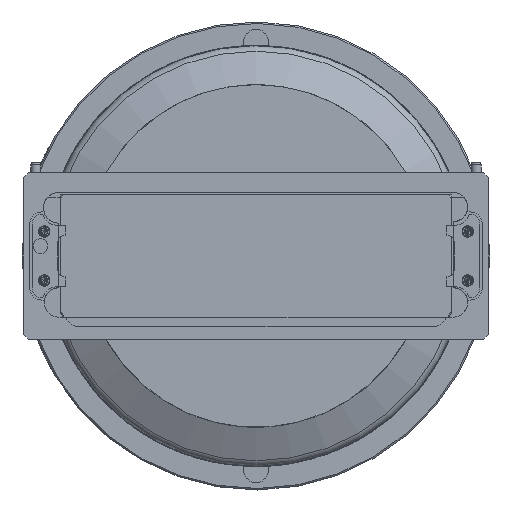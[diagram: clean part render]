
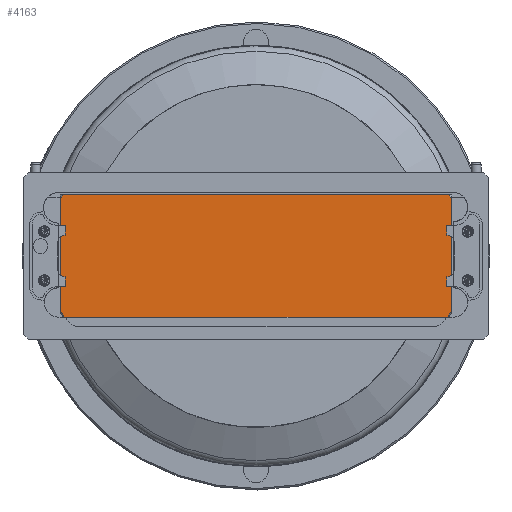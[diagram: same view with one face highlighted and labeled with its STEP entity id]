
A CAD part, left-side view. The second image highlights one B-rep face of the part: STEP entity #4163.
In plain terms, the highlighted planar face has unit normal (-1, 0, 0).
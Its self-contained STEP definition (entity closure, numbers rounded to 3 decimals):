
#516=PLANE('',#18821);
#1142=LINE('',#29975,#2223);
#1184=LINE('',#30134,#2265);
#1188=LINE('',#30192,#2269);
#1230=LINE('',#30565,#2316);
#1234=LINE('',#30590,#2320);
#1235=LINE('',#30591,#2321);
#2223=VECTOR('',#21142,1.);
#2265=VECTOR('',#21264,1.);
#2269=VECTOR('',#21282,1.);
#2316=VECTOR('',#21401,1.);
#2320=VECTOR('',#21415,1.);
#2321=VECTOR('',#21416,1.);
#3324=FACE_OUTER_BOUND('',#6590,.T.);
#4163=ADVANCED_FACE('',(#3324),#516,.T.);
#6590=EDGE_LOOP('',(#10137,#10138,#10139,#10140,#10141,#10142,#10143,#10144,
#10145,#10146));
#10137=ORIENTED_EDGE('',*,*,#15774,.F.);
#10138=ORIENTED_EDGE('',*,*,#15883,.T.);
#10139=ORIENTED_EDGE('',*,*,#15875,.T.);
#10140=ORIENTED_EDGE('',*,*,#15884,.T.);
#10141=ORIENTED_EDGE('',*,*,#15769,.F.);
#10142=ORIENTED_EDGE('',*,*,#15800,.F.);
#10143=ORIENTED_EDGE('',*,*,#15743,.F.);
#10144=ORIENTED_EDGE('',*,*,#15736,.F.);
#10145=ORIENTED_EDGE('',*,*,#15735,.F.);
#10146=ORIENTED_EDGE('',*,*,#15813,.T.);
#13439=VERTEX_POINT('',#29966);
#13441=VERTEX_POINT('',#29969);
#13442=VERTEX_POINT('',#29976);
#13448=VERTEX_POINT('',#30002);
#13461=VERTEX_POINT('',#30056);
#13462=VERTEX_POINT('',#30061);
#13463=VERTEX_POINT('',#30068);
#13466=VERTEX_POINT('',#30079);
#13515=VERTEX_POINT('',#30563);
#13517=VERTEX_POINT('',#30566);
#15735=EDGE_CURVE('',#13441,#13439,#17636,.T.);
#15736=EDGE_CURVE('',#13439,#13442,#1142,.T.);
#15743=EDGE_CURVE('',#13442,#13448,#17640,.T.);
#15769=EDGE_CURVE('',#13461,#13462,#17642,.T.);
#15774=EDGE_CURVE('',#13466,#13463,#17646,.T.);
#15800=EDGE_CURVE('',#13448,#13461,#1184,.T.);
#15813=EDGE_CURVE('',#13441,#13463,#1188,.T.);
#15875=EDGE_CURVE('',#13517,#13515,#1230,.T.);
#15883=EDGE_CURVE('',#13466,#13517,#1234,.T.);
#15884=EDGE_CURVE('',#13515,#13462,#1235,.T.);
#17636=B_SPLINE_CURVE_WITH_KNOTS('',3,(#29970,#29971,#29972,#29973),
 .UNSPECIFIED.,.F.,.F.,(4,4),(0.,1.),.UNSPECIFIED.);
#17640=B_SPLINE_CURVE_WITH_KNOTS('',3,(#29998,#29999,#30000,#30001),
 .UNSPECIFIED.,.F.,.F.,(4,4),(0.,1.),.UNSPECIFIED.);
#17642=B_SPLINE_CURVE_WITH_KNOTS('',3,(#30057,#30058,#30059,#30060),
 .UNSPECIFIED.,.F.,.F.,(4,4),(0.,1.),.UNSPECIFIED.);
#17646=B_SPLINE_CURVE_WITH_KNOTS('',3,(#30080,#30081,#30082,#30083),
 .UNSPECIFIED.,.F.,.F.,(4,4),(0.,1.),.UNSPECIFIED.);
#18821=AXIS2_PLACEMENT_3D('',#30592,#21417,#21418);
#21142=DIRECTION('',(0.,-1.,0.));
#21264=DIRECTION('',(0.,0.,-1.));
#21282=DIRECTION('',(0.,0.,-1.));
#21401=DIRECTION('',(0.,-1.,0.));
#21415=DIRECTION('',(0.,-1.,0.));
#21416=DIRECTION('',(0.,-1.,0.));
#21417=DIRECTION('',(-1.,0.,0.));
#21418=DIRECTION('',(0.,0.,-1.));
#29966=CARTESIAN_POINT('',(-616.89,39.355,12.5));
#29969=CARTESIAN_POINT('',(-616.89,40.,11.57));
#29970=CARTESIAN_POINT('',(-616.89,40.,11.57));
#29971=CARTESIAN_POINT('',(-616.89,39.788,11.882));
#29972=CARTESIAN_POINT('',(-616.89,39.573,12.192));
#29973=CARTESIAN_POINT('',(-616.89,39.355,12.5));
#29975=CARTESIAN_POINT('',(-616.89,-40.,12.5));
#29976=CARTESIAN_POINT('',(-616.89,-39.355,12.5));
#29998=CARTESIAN_POINT('',(-616.89,-39.355,12.5));
#29999=CARTESIAN_POINT('',(-616.89,-39.573,12.192));
#30000=CARTESIAN_POINT('',(-616.89,-39.788,11.882));
#30001=CARTESIAN_POINT('',(-616.89,-40.,11.57));
#30002=CARTESIAN_POINT('',(-616.89,-40.,11.57));
#30056=CARTESIAN_POINT('',(-616.89,-40.,-11.17));
#30057=CARTESIAN_POINT('',(-616.89,-40.,-11.17));
#30058=CARTESIAN_POINT('',(-616.89,-39.696,-11.617));
#30059=CARTESIAN_POINT('',(-616.89,-39.386,-12.06));
#30060=CARTESIAN_POINT('',(-616.89,-39.07,-12.5));
#30061=CARTESIAN_POINT('',(-616.89,-39.07,-12.5));
#30068=CARTESIAN_POINT('',(-616.89,40.,-11.17));
#30079=CARTESIAN_POINT('',(-616.89,39.07,-12.5));
#30080=CARTESIAN_POINT('',(-616.89,39.07,-12.5));
#30081=CARTESIAN_POINT('',(-616.89,39.386,-12.06));
#30082=CARTESIAN_POINT('',(-616.89,39.696,-11.617));
#30083=CARTESIAN_POINT('',(-616.89,40.,-11.17));
#30134=CARTESIAN_POINT('',(-616.89,-40.,-12.5));
#30192=CARTESIAN_POINT('',(-616.89,40.,-12.5));
#30563=CARTESIAN_POINT('',(-616.89,-38.828,-12.5));
#30565=CARTESIAN_POINT('',(-616.89,-40.,-12.5));
#30566=CARTESIAN_POINT('',(-616.89,38.828,-12.5));
#30590=CARTESIAN_POINT('',(-616.89,-40.,-12.5));
#30591=CARTESIAN_POINT('',(-616.89,-40.,-12.5));
#30592=CARTESIAN_POINT('',(-616.89,-40.,-12.5));
